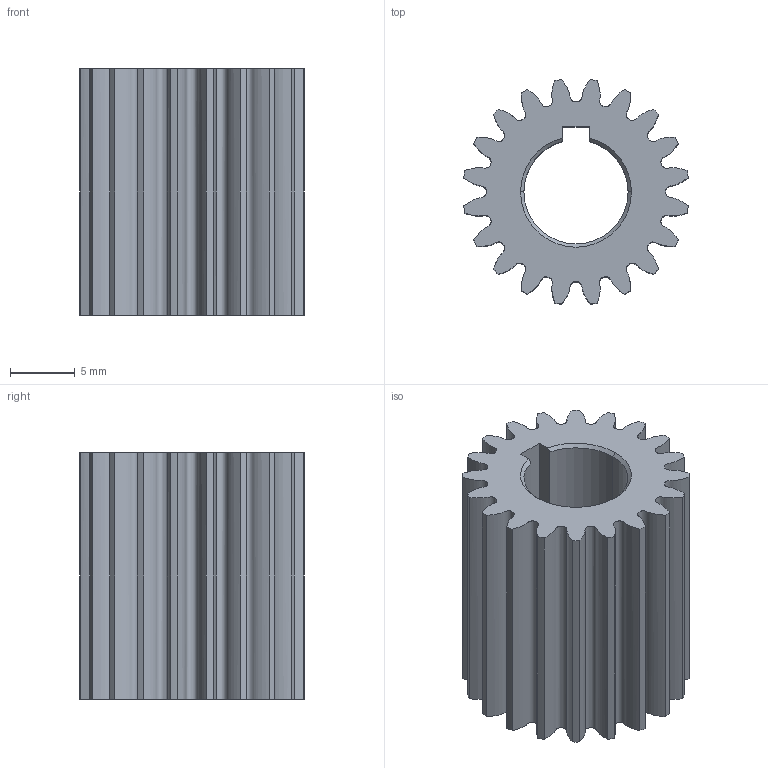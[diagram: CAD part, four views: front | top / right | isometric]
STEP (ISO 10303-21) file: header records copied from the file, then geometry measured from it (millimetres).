
FILE_DESCRIPTION (( 'STEP AP214' ), '1' );
FILE_NAME ('WCP-0740 Rev1.step', '2022-11-27T23:21:16', ( '' ), ( '' ), 'SwSTEP 2.0', 'SolidWorks 2020', '' );
FILE_SCHEMA (( 'AUTOMOTIVE_DESIGN' ));
Length unit declared in the file: inch
Products named in the file (1): WCP-0740 Rev1
Bounding box: 17.33 x 17.33 x 19.05 mm (x, y, z)
Volume: 2729.2 mm3; surface area: 2665 mm2
Topology: 1 solids, 1 shells, 54 faces, 152 edges, 100 vertices
Faces by surface type: cylinder 23, bspline 20, cone 6, plane 5
Entity records: 9204 total; most frequent: CARTESIAN_POINT 7859, ORIENTED_EDGE 304, DIRECTION 230, EDGE_CURVE 152, VERTEX_POINT 100, AXIS2_PLACEMENT_3D 87, EDGE_LOOP 56, LINE 56
